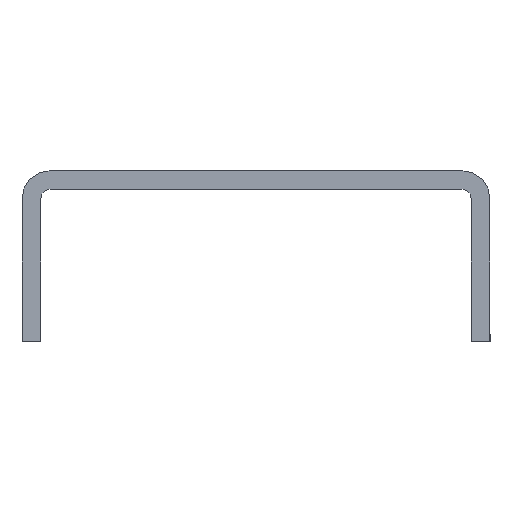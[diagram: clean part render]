
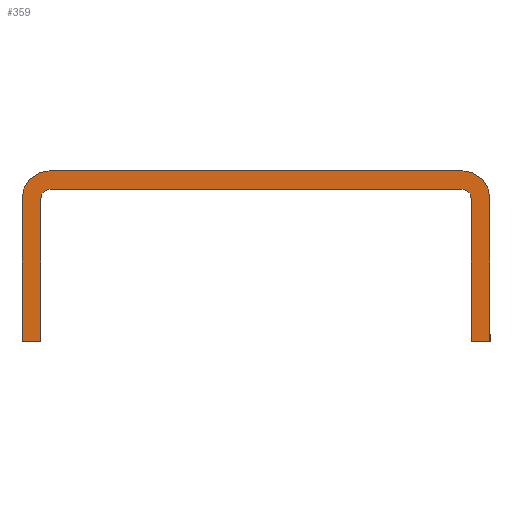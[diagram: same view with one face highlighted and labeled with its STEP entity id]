
A CAD part, left-side view. The second image highlights one B-rep face of the part: STEP entity #359.
In plain terms, the highlighted planar face has unit normal (-1, 0, 0).
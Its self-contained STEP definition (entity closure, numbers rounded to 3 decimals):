
#4 = DIRECTION ( 'NONE',  ( 0., -1., 0. ) ) ;
#7 = EDGE_CURVE ( 'NONE', #240, #273, #208, .T. ) ;
#11 = ORIENTED_EDGE ( 'NONE', *, *, #152, .T. ) ;
#27 = EDGE_CURVE ( 'NONE', #175, #240, #596, .T. ) ;
#29 = ORIENTED_EDGE ( 'NONE', *, *, #282, .T. ) ;
#32 = CARTESIAN_POINT ( 'NONE',  ( 0., 11.5, 73.566 ) ) ;
#38 = VERTEX_POINT ( 'NONE', #398 ) ;
#48 = AXIS2_PLACEMENT_3D ( 'NONE', #296, #475, #88 ) ;
#49 = VERTEX_POINT ( 'NONE', #260 ) ;
#50 = VECTOR ( 'NONE', #154, 1000. ) ;
#57 = ORIENTED_EDGE ( 'NONE', *, *, #460, .T. ) ;
#58 = CARTESIAN_POINT ( 'NONE',  ( 0., 13.848, 65.942 ) ) ;
#63 = VERTEX_POINT ( 'NONE', #348 ) ;
#73 = VERTEX_POINT ( 'NONE', #599 ) ;
#80 = CARTESIAN_POINT ( 'NONE',  ( 0., -10.5, 75.066 ) ) ;
#81 = DIRECTION ( 'NONE',  ( 0., 0., -1. ) ) ;
#88 = DIRECTION ( 'NONE',  ( 0., 0., -1. ) ) ;
#95 = CARTESIAN_POINT ( 'NONE',  ( 0., -10.5, 73.566 ) ) ;
#105 = CARTESIAN_POINT ( 'NONE',  ( 0., 11.5, 73.566 ) ) ;
#122 = AXIS2_PLACEMENT_3D ( 'NONE', #105, #283, #148 ) ;
#144 = EDGE_CURVE ( 'NONE', #147, #63, #524, .T. ) ;
#146 = ORIENTED_EDGE ( 'NONE', *, *, #547, .T. ) ;
#147 = VERTEX_POINT ( 'NONE', #239 ) ;
#148 = DIRECTION ( 'NONE',  ( 0., 0., -1. ) ) ;
#152 = EDGE_CURVE ( 'NONE', #636, #624, #485, .T. ) ;
#154 = DIRECTION ( 'NONE',  ( 0., -1., 0. ) ) ;
#160 = VECTOR ( 'NONE', #583, 1000. ) ;
#168 = EDGE_CURVE ( 'NONE', #624, #73, #233, .T. ) ;
#170 = DIRECTION ( 'NONE',  ( 0., 0., -1. ) ) ;
#174 = EDGE_CURVE ( 'NONE', #73, #38, #497, .T. ) ;
#175 = VERTEX_POINT ( 'NONE', #180 ) ;
#180 = CARTESIAN_POINT ( 'NONE',  ( 0., 11.5, 75.066 ) ) ;
#196 = CARTESIAN_POINT ( 'NONE',  ( 0., -10.5, 74.066 ) ) ;
#208 = CIRCLE ( 'NONE', #48, 1.5 ) ;
#211 = CARTESIAN_POINT ( 'NONE',  ( 0., 12., 61.099 ) ) ;
#214 = AXIS2_PLACEMENT_3D ( 'NONE', #507, #378, #216 ) ;
#216 = DIRECTION ( 'NONE',  ( 0., 0., 1. ) ) ;
#233 = LINE ( 'NONE', #235, #397 ) ;
#235 = CARTESIAN_POINT ( 'NONE',  ( 0., -11., 61.099 ) ) ;
#239 = CARTESIAN_POINT ( 'NONE',  ( 0., 12., 65.942 ) ) ;
#240 = VERTEX_POINT ( 'NONE', #80 ) ;
#245 = VERTEX_POINT ( 'NONE', #387 ) ;
#247 = CARTESIAN_POINT ( 'NONE',  ( 0., 11.5, 75.066 ) ) ;
#260 = CARTESIAN_POINT ( 'NONE',  ( 0., 11.5, 74.066 ) ) ;
#262 = AXIS2_PLACEMENT_3D ( 'NONE', #32, #395, #81 ) ;
#273 = VERTEX_POINT ( 'NONE', #470 ) ;
#282 = EDGE_CURVE ( 'NONE', #49, #636, #389, .T. ) ;
#283 = DIRECTION ( 'NONE',  ( -1., 0., 0. ) ) ;
#290 = DIRECTION ( 'NONE',  ( 1., 0., 0. ) ) ;
#296 = CARTESIAN_POINT ( 'NONE',  ( 0., -10.5, 73.566 ) ) ;
#298 = CARTESIAN_POINT ( 'NONE',  ( 0., -11., 73.566 ) ) ;
#311 = LINE ( 'NONE', #490, #160 ) ;
#317 = ORIENTED_EDGE ( 'NONE', *, *, #587, .T. ) ;
#319 = DIRECTION ( 'NONE',  ( 0., 0., -1. ) ) ;
#347 = AXIS2_PLACEMENT_3D ( 'NONE', #95, #290, #170 ) ;
#348 = CARTESIAN_POINT ( 'NONE',  ( 0., 12., 73.566 ) ) ;
#359 = ADVANCED_FACE ( 'NONE', ( #477 ), #538, .T. ) ;
#369 = CIRCLE ( 'NONE', #122, 1.5 ) ;
#378 = DIRECTION ( 'NONE',  ( -1., 0., 0. ) ) ;
#383 = DIRECTION ( 'NONE',  ( 0., 0., 1. ) ) ;
#387 = CARTESIAN_POINT ( 'NONE',  ( 0., 13., 73.566 ) ) ;
#388 = ORIENTED_EDGE ( 'NONE', *, *, #174, .T. ) ;
#389 = LINE ( 'NONE', #420, #619 ) ;
#394 = ORIENTED_EDGE ( 'NONE', *, *, #168, .T. ) ;
#395 = DIRECTION ( 'NONE',  ( 1., 0., 0. ) ) ;
#397 = VECTOR ( 'NONE', #319, 1000. ) ;
#398 = CARTESIAN_POINT ( 'NONE',  ( 0., -12., 65.942 ) ) ;
#414 = DIRECTION ( 'NONE',  ( 0., 0., 1. ) ) ;
#415 = CARTESIAN_POINT ( 'NONE',  ( 0., -12., 61.099 ) ) ;
#420 = CARTESIAN_POINT ( 'NONE',  ( 0., -7.978, 74.066 ) ) ;
#440 = ORIENTED_EDGE ( 'NONE', *, *, #625, .T. ) ;
#446 = ORIENTED_EDGE ( 'NONE', *, *, #613, .T. ) ;
#448 = VERTEX_POINT ( 'NONE', #569 ) ;
#454 = CIRCLE ( 'NONE', #262, 0.5 ) ;
#459 = DIRECTION ( 'NONE',  ( 0., -1., 0. ) ) ;
#460 = EDGE_CURVE ( 'NONE', #175, #245, #369, .T. ) ;
#467 = LINE ( 'NONE', #415, #579 ) ;
#470 = CARTESIAN_POINT ( 'NONE',  ( 0., -12., 73.566 ) ) ;
#475 = DIRECTION ( 'NONE',  ( 1., 0., 0. ) ) ;
#477 = FACE_OUTER_BOUND ( 'NONE', #622, .T. ) ;
#485 = CIRCLE ( 'NONE', #347, 0.5 ) ;
#490 = CARTESIAN_POINT ( 'NONE',  ( 0., 13., 61.099 ) ) ;
#493 = VECTOR ( 'NONE', #459, 1000. ) ;
#497 = LINE ( 'NONE', #582, #511 ) ;
#502 = ORIENTED_EDGE ( 'NONE', *, *, #27, .F. ) ;
#507 = CARTESIAN_POINT ( 'NONE',  ( 0., -7.978, 61.099 ) ) ;
#511 = VECTOR ( 'NONE', #575, 1000. ) ;
#524 = LINE ( 'NONE', #211, #588 ) ;
#538 = PLANE ( 'NONE',  #214 ) ;
#547 = EDGE_CURVE ( 'NONE', #448, #147, #552, .T. ) ;
#552 = LINE ( 'NONE', #58, #50 ) ;
#567 = ORIENTED_EDGE ( 'NONE', *, *, #144, .T. ) ;
#569 = CARTESIAN_POINT ( 'NONE',  ( 0., 13., 65.942 ) ) ;
#575 = DIRECTION ( 'NONE',  ( 0., -1., 0. ) ) ;
#579 = VECTOR ( 'NONE', #383, 1000. ) ;
#582 = CARTESIAN_POINT ( 'NONE',  ( 0., 13.848, 65.942 ) ) ;
#583 = DIRECTION ( 'NONE',  ( 0., 0., -1. ) ) ;
#587 = EDGE_CURVE ( 'NONE', #38, #273, #467, .T. ) ;
#588 = VECTOR ( 'NONE', #414, 1000. ) ;
#596 = LINE ( 'NONE', #247, #493 ) ;
#599 = CARTESIAN_POINT ( 'NONE',  ( 0., -11., 65.942 ) ) ;
#613 = EDGE_CURVE ( 'NONE', #63, #49, #454, .T. ) ;
#617 = ORIENTED_EDGE ( 'NONE', *, *, #7, .F. ) ;
#619 = VECTOR ( 'NONE', #4, 1000. ) ;
#622 = EDGE_LOOP ( 'NONE', ( #388, #317, #617, #502, #57, #440, #146, #567, #446, #29, #11, #394 ) ) ;
#624 = VERTEX_POINT ( 'NONE', #298 ) ;
#625 = EDGE_CURVE ( 'NONE', #245, #448, #311, .T. ) ;
#636 = VERTEX_POINT ( 'NONE', #196 ) ;
